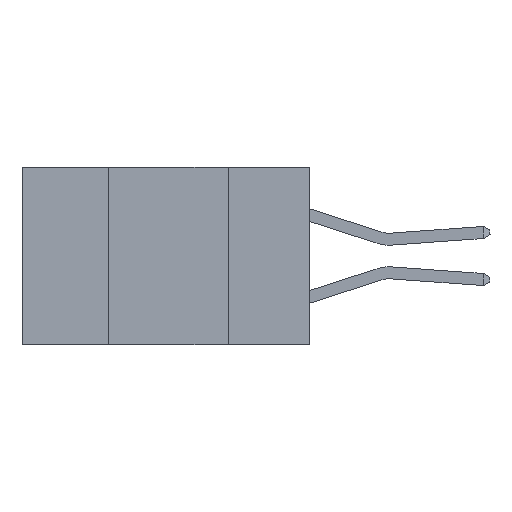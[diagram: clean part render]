
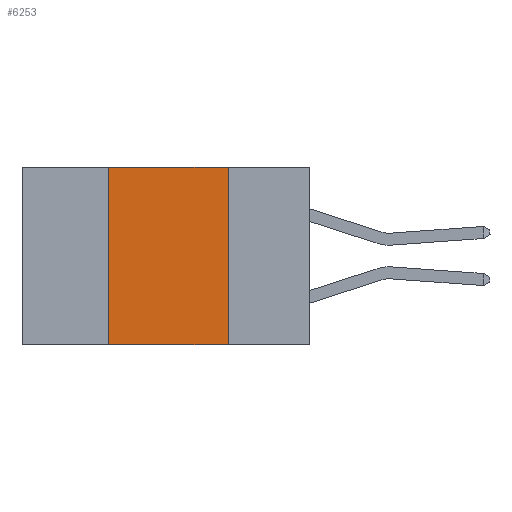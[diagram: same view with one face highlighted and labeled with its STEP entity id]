
A CAD part, left-side view. The second image highlights one B-rep face of the part: STEP entity #6253.
In plain terms, the highlighted planar face has unit normal (-1, 0, 0).
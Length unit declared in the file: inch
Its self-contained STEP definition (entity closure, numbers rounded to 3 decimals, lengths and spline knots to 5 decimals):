
#1872 = EDGE_CURVE ( 'NONE', #19920, #20335, #7907, .T. ) ;
#2289 = ORIENTED_EDGE ( 'NONE', *, *, #8734, .F. ) ;
#3282 = DIRECTION ( 'NONE',  ( 0., -1., 0. ) ) ;
#5001 = CARTESIAN_POINT ( 'NONE',  ( 0., 0.17, 0. ) ) ;
#5242 = EDGE_CURVE ( 'NONE', #19920, #8231, #22059, .T. ) ;
#5856 = CARTESIAN_POINT ( 'NONE',  ( 0., 0.6, 0. ) ) ;
#6253 = ADVANCED_FACE ( 'NONE', ( #10750 ), #13326, .F. ) ;
#7833 = AXIS2_PLACEMENT_3D ( 'NONE', #10232, #13433, #13409 ) ;
#7907 = LINE ( 'NONE', #23837, #12986 ) ;
#8231 = VERTEX_POINT ( 'NONE', #30923 ) ;
#8734 = EDGE_CURVE ( 'NONE', #24634, #20335, #18447, .T. ) ;
#10232 = CARTESIAN_POINT ( 'NONE',  ( 0., 0.6, 0. ) ) ;
#10750 = FACE_OUTER_BOUND ( 'NONE', #29602, .T. ) ;
#12687 = CARTESIAN_POINT ( 'NONE',  ( 0., 0.17, -0.37 ) ) ;
#12986 = VECTOR ( 'NONE', #24621, 39.37008 ) ;
#13326 = PLANE ( 'NONE',  #7833 ) ;
#13409 = DIRECTION ( 'NONE',  ( 0., 0., -1. ) ) ;
#13433 = DIRECTION ( 'NONE',  ( 1., 0., 0. ) ) ;
#17024 = ORIENTED_EDGE ( 'NONE', *, *, #20497, .F. ) ;
#17824 = LINE ( 'NONE', #5856, #21283 ) ;
#18253 = CARTESIAN_POINT ( 'NONE',  ( 0., 0.42, -0.37 ) ) ;
#18447 = LINE ( 'NONE', #22358, #23473 ) ;
#19920 = VERTEX_POINT ( 'NONE', #18253 ) ;
#20335 = VERTEX_POINT ( 'NONE', #12687 ) ;
#20497 = EDGE_CURVE ( 'NONE', #8231, #24634, #17824, .T. ) ;
#21282 = VECTOR ( 'NONE', #28744, 39.37008 ) ;
#21283 = VECTOR ( 'NONE', #3282, 39.37008 ) ;
#22059 = LINE ( 'NONE', #29761, #21282 ) ;
#22319 = DIRECTION ( 'NONE',  ( 0., 0., -1. ) ) ;
#22358 = CARTESIAN_POINT ( 'NONE',  ( 0., 0.17, 0. ) ) ;
#23473 = VECTOR ( 'NONE', #22319, 39.37008 ) ;
#23837 = CARTESIAN_POINT ( 'NONE',  ( 0., 0.6, -0.37 ) ) ;
#24621 = DIRECTION ( 'NONE',  ( 0., -1., 0. ) ) ;
#24634 = VERTEX_POINT ( 'NONE', #5001 ) ;
#28744 = DIRECTION ( 'NONE',  ( 0., 0., 1. ) ) ;
#29602 = EDGE_LOOP ( 'NONE', ( #2289, #17024, #31154, #29644 ) ) ;
#29644 = ORIENTED_EDGE ( 'NONE', *, *, #1872, .T. ) ;
#29761 = CARTESIAN_POINT ( 'NONE',  ( 0., 0.42, 0. ) ) ;
#30923 = CARTESIAN_POINT ( 'NONE',  ( 0., 0.42, 0. ) ) ;
#31154 = ORIENTED_EDGE ( 'NONE', *, *, #5242, .F. ) ;
